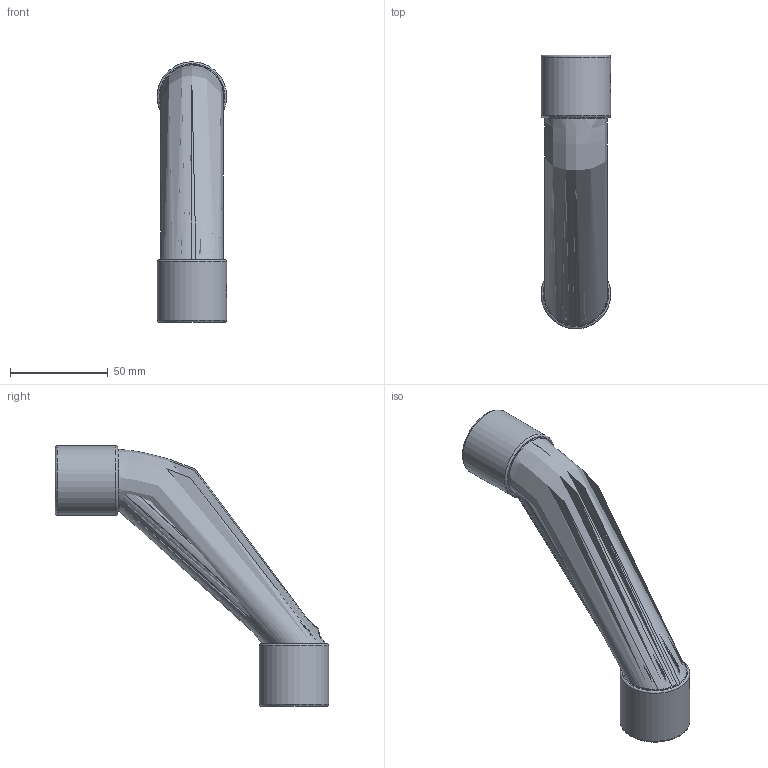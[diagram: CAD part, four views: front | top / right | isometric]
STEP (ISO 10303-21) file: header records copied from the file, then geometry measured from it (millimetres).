
FILE_DESCRIPTION(('STEP AP203'), '1');
FILE_NAME('Ñîåäèíèòåëü óãëîâîé ä32 áåçãàëîãåííûé (HF) àòìîñôåðîñòîéêèé ñåðûé', '', ('UNSPECIFIED'), ('UNSPECIFIED'), 'ASCON STEP Converter 1.6', 'ASCON Math Kernel', '');
FILE_SCHEMA(('CONFIG_CONTROL_DESIGN'));
Length unit declared in the file: millimetre
Products named in the file (1): -03
Bounding box: 35.7 x 139.9 x 133.3 mm (x, y, z)
Volume: 27781.2 mm3; surface area: 18155.4 mm2
Topology: 1 solids, 1 shells, 219 faces, 624 edges, 420 vertices
Faces by surface type: cylinder 118, plane 83, torus 8, extrusion 5, revolution 3, bspline 2
Full cylindrical faces by diameter (mm): 29 x1, 32.6 x2, 35.6 x2
Entity records: 11901 total; most frequent: CARTESIAN_POINT 4695, ORIENTED_EDGE 1210, DIRECTION 1017, EDGE_CURVE 605, VERTEX_POINT 417, AXIS2_PLACEMENT_3D 370, VECTOR 274, LINE 269
